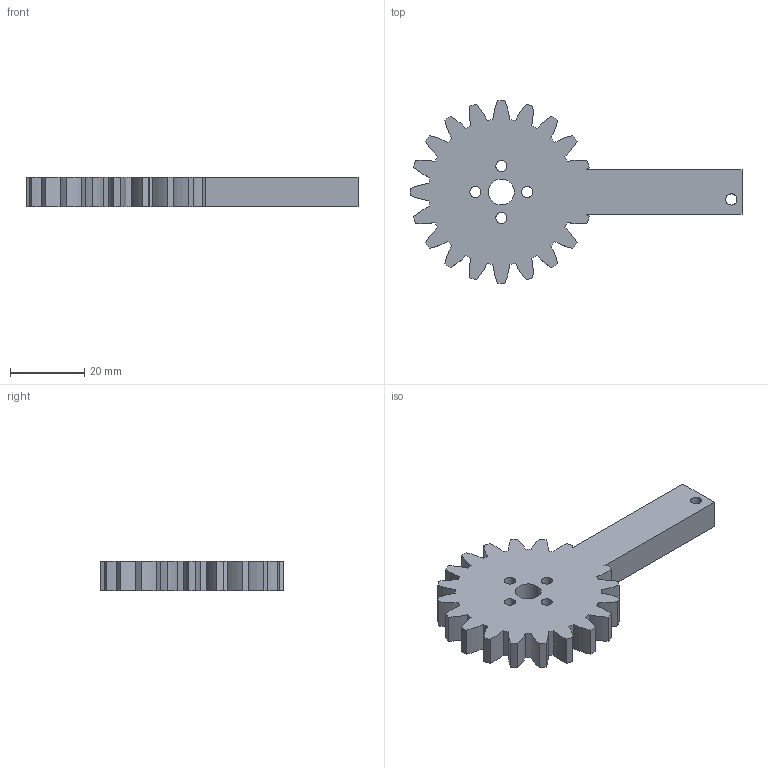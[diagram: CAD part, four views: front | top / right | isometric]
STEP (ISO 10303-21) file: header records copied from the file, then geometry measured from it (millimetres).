
FILE_DESCRIPTION(/* description */ (''),/* implementation_level */ '2;1');
FILE_NAME(/* name */ 'GearedArm_Driver.stp',/* time_stamp */ '2025-12-11T09:58:39-05:00',/* author */ ('santiago'),/* organization */ (''),/* preprocessor_version */ 'ST-DEVELOPER v20',/* originating_system */ 'Autodesk Inventor 2025',/* authorisation */ '');
FILE_SCHEMA (('AUTOMOTIVE_DESIGN { 1 0 10303 214 3 1 1 }'));
Length unit declared in the file: millimetre
Products named in the file (1): Spur Gear1
Bounding box: 89.65 x 49.29 x 8 mm (x, y, z)
Volume: 15340.6 mm3; surface area: 7422.3 mm2
Topology: 1 solids, 1 shells, 88 faces, 255 edges, 170 vertices
Faces by surface type: cylinder 82, plane 6
Full cylindrical faces by diameter (mm): 3 x5, 7 x1, 20.5 x1
Entity records: 3070 total; most frequent: DIRECTION 597, CARTESIAN_POINT 514, ORIENTED_EDGE 510, EDGE_CURVE 255, AXIS2_PLACEMENT_3D 253, VERTEX_POINT 170, CIRCLE 164, EDGE_LOOP 101
